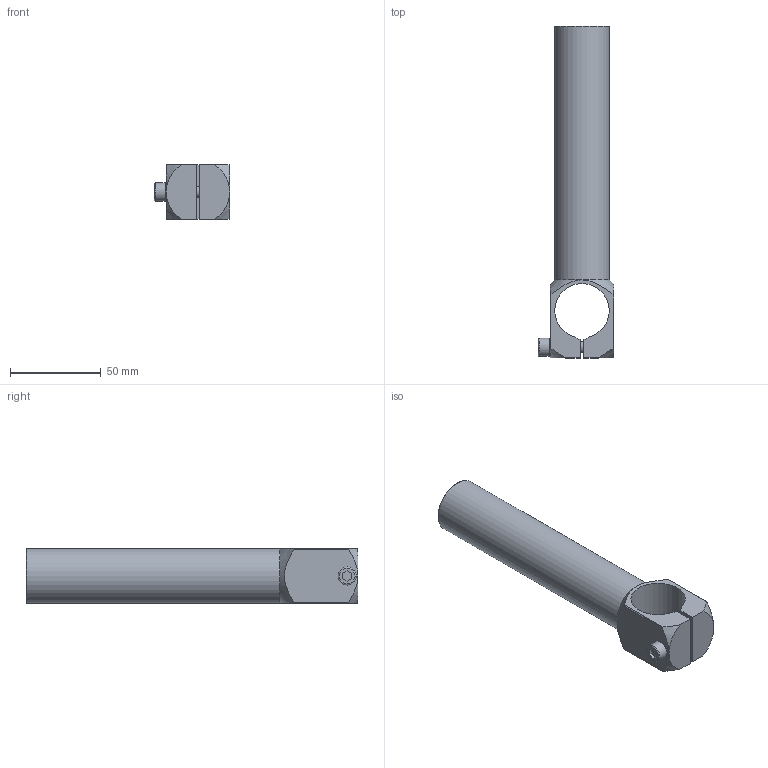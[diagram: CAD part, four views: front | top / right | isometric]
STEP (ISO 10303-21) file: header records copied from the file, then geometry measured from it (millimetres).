
FILE_DESCRIPTION(('STEP AP214'),'1');
FILE_NAME('Gripper.Angle.Arm..30-30.L.140_MA.WKA.3030.140.STEP.stp','2020-09-21T10:17:01',(' '),(' '),'Spatial InterOp 3D',' ',' ');
FILE_SCHEMA(('AUTOMOTIVE_DESIGN { 1 0 10303 214 1 1 1 1 }'));
Length unit declared in the file: millimetre
Products named in the file (4): Gripper.Angle.Arm..30-30.L.140_MA.WKA.3030.140.STEP
Assembly tree (3 placements, depth 2):
  Gripper.Angle.Arm..30-30.L.140_MA.WKA.3030.140.STEP
    Gripper.Angle.Arm..30-30.L.140_MA.WKA.3030.140.STEP
    Gripper.Angle.Arm..30-30.L.140_MA.WKA.3030.140.STEP
    Gripper.Angle.Arm..30-30.L.140_MA.WKA.3030.140.STEP
Bounding box: 41.6 x 183 x 30 mm (x, y, z)
Volume: 86360.8 mm3; surface area: 30763.5 mm2
Topology: 2 solids, 3 shells, 238 faces, 684 edges, 451 vertices
Faces by surface type: plane 211, cylinder 15, cone 10, torus 2
Full cylindrical faces by diameter (mm): 5 x1, 6 x1, 6.2 x1, 6.5 x1, 9 x1, 10 x1, 20 x1, 30 x1
Entity records: 9989 total; most frequent: CARTESIAN_POINT 1539, DIRECTION 1364, ORIENTED_EDGE 1332, EDGE_CURVE 666, AXIS2_PLACEMENT_3D 470, VERTEX_POINT 449, LINE 424, VECTOR 424
